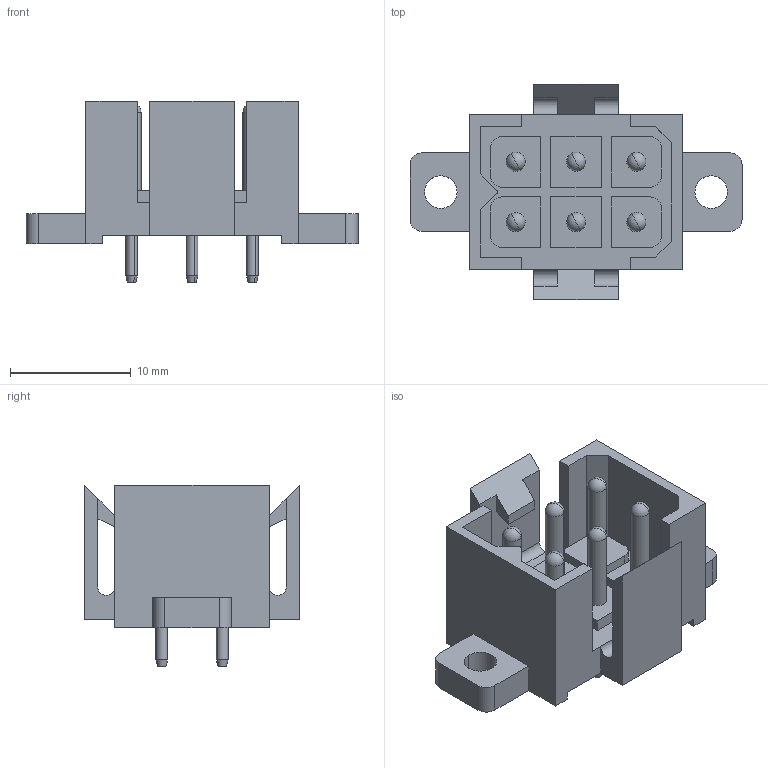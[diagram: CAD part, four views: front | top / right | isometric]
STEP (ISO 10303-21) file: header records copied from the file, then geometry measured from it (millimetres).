
FILE_DESCRIPTION(('CATIA V5 STEP Exchange','CAx-IF Rec.Pracs.--- Model Styling and Organization---1.2---2011-12-15'),'2;1');
FILE_NAME ('D1452021_0_1441900000_1441900000.stp','2018-09-20T17:51:52+00:00',('none'),('Weidmueller'),'CATIA Version 5-6 Release 2014','CATIA V5 STEP AP214','none');
FILE_SCHEMA(('AUTOMOTIVE_DESIGN { 1 0 10303 214 1 1 1 1 }'));
Length unit declared in the file: millimetre
Products named in the file (1): 1441900000
Bounding box: 27.5 x 17.8 x 15 mm (x, y, z)
Volume: 1521.9 mm3; surface area: 2441.1 mm2
Topology: 7 solids, 7 shells, 176 faces, 440 edges, 278 vertices
Faces by surface type: plane 97, cylinder 55, sphere 12, cone 12
Entity records: 4702 total; most frequent: ORIENTED_EDGE 856, CARTESIAN_POINT 809, DIRECTION 632, EDGE_CURVE 428, VECTOR 294, LINE 294, VERTEX_POINT 278, AXIS2_PLACEMENT_3D 237
